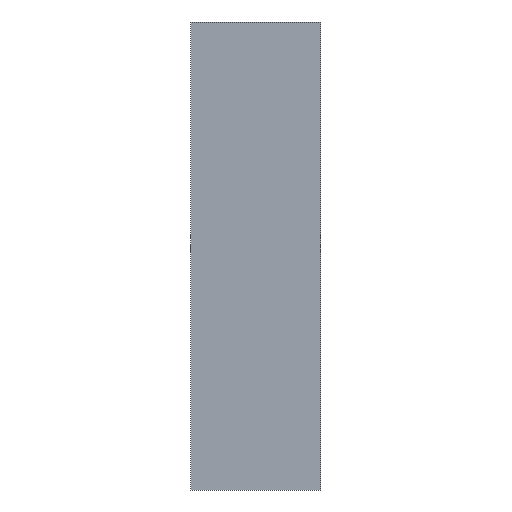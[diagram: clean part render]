
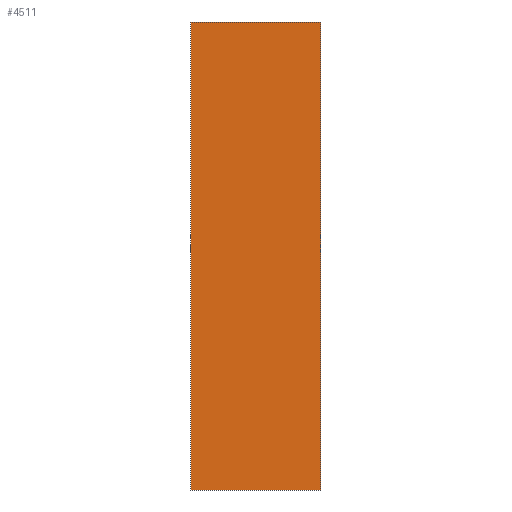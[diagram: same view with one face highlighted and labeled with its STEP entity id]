
A CAD part, front view. The second image highlights one B-rep face of the part: STEP entity #4511.
In plain terms, the highlighted planar face has unit normal (0, -1, 0).
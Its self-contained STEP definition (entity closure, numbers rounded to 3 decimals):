
#47 = EDGE_CURVE ( 'NONE', #1917, #91, #3142, .T. ) ;
#91 = VERTEX_POINT ( 'NONE', #6277 ) ;
#247 = DIRECTION ( 'NONE',  ( 0., -1., 0. ) ) ;
#861 = CARTESIAN_POINT ( 'NONE',  ( -12.5, 0., 45. ) ) ;
#969 = EDGE_CURVE ( 'NONE', #91, #4378, #3565, .T. ) ;
#1454 = VERTEX_POINT ( 'NONE', #5233 ) ;
#1510 = ORIENTED_EDGE ( 'NONE', *, *, #6317, .F. ) ;
#1519 = DIRECTION ( 'NONE',  ( 0., 0., 1. ) ) ;
#1882 = DIRECTION ( 'NONE',  ( 1., 0., 0. ) ) ;
#1917 = VERTEX_POINT ( 'NONE', #5389 ) ;
#2027 = VECTOR ( 'NONE', #1882, 1000. ) ;
#2132 = AXIS2_PLACEMENT_3D ( 'NONE', #2242, #247, #3295 ) ;
#2242 = CARTESIAN_POINT ( 'NONE',  ( 0., 0., 0. ) ) ;
#2519 = CARTESIAN_POINT ( 'NONE',  ( -12.5, 0., -45. ) ) ;
#2721 = EDGE_CURVE ( 'NONE', #1454, #1917, #5767, .T. ) ;
#3099 = PLANE ( 'NONE',  #2132 ) ;
#3132 = ORIENTED_EDGE ( 'NONE', *, *, #969, .F. ) ;
#3142 = LINE ( 'NONE', #2519, #4288 ) ;
#3295 = DIRECTION ( 'NONE',  ( 0., 0., -1. ) ) ;
#3565 = LINE ( 'NONE', #6629, #4616 ) ;
#3657 = DIRECTION ( 'NONE',  ( -1., 0., 0. ) ) ;
#3739 = EDGE_LOOP ( 'NONE', ( #3952, #1510, #3132, #3788 ) ) ;
#3788 = ORIENTED_EDGE ( 'NONE', *, *, #47, .F. ) ;
#3809 = FACE_OUTER_BOUND ( 'NONE', #3739, .T. ) ;
#3952 = ORIENTED_EDGE ( 'NONE', *, *, #2721, .F. ) ;
#4288 = VECTOR ( 'NONE', #3657, 1000. ) ;
#4378 = VERTEX_POINT ( 'NONE', #861 ) ;
#4511 = ADVANCED_FACE ( 'NONE', ( #3809 ), #3099, .T. ) ;
#4544 = LINE ( 'NONE', #5689, #2027 ) ;
#4616 = VECTOR ( 'NONE', #1519, 1000. ) ;
#4709 = DIRECTION ( 'NONE',  ( 0., 0., -1. ) ) ;
#5233 = CARTESIAN_POINT ( 'NONE',  ( 12.5, 0., 45. ) ) ;
#5389 = CARTESIAN_POINT ( 'NONE',  ( 12.5, 0., -45. ) ) ;
#5660 = CARTESIAN_POINT ( 'NONE',  ( 12.5, 0., 45. ) ) ;
#5689 = CARTESIAN_POINT ( 'NONE',  ( -12.5, 0., 45. ) ) ;
#5767 = LINE ( 'NONE', #5660, #6149 ) ;
#6149 = VECTOR ( 'NONE', #4709, 1000. ) ;
#6277 = CARTESIAN_POINT ( 'NONE',  ( -12.5, 0., -45. ) ) ;
#6317 = EDGE_CURVE ( 'NONE', #4378, #1454, #4544, .T. ) ;
#6629 = CARTESIAN_POINT ( 'NONE',  ( -12.5, 0., 45. ) ) ;
